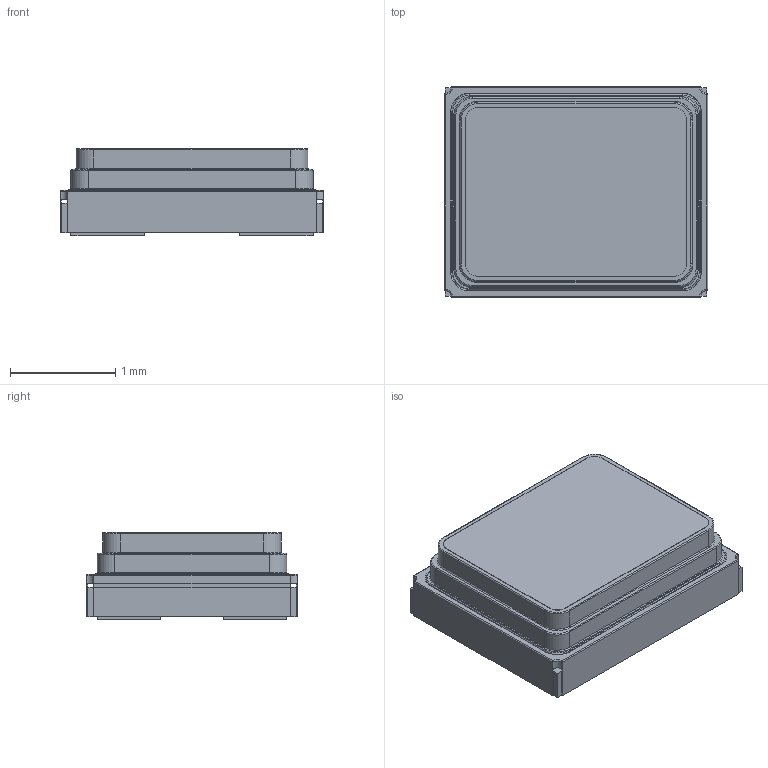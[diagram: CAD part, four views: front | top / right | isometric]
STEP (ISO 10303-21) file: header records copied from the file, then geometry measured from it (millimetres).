
FILE_DESCRIPTION(/* description */ ('model of Crystal_SMD_2520-4Pin_2.5x2.0mm'),/* implementation_level */ '2;1');
FILE_NAME(/* name */ 'Crystal_SMD_2520-4Pin_2.5x2.0mm.step',/* time_stamp */ '2024-01-21T13:08:09',/* author */ ('KiCAD','kicad'),/* organization */ ('OCCT'),/* preprocessor_version */ '',/* originating_system */ 'KiCAD',/* authorisation */ '');
FILE_SCHEMA(('AUTOMOTIVE_DESIGN { 1 0 10303 214 1 1 1 1 }'));
Length unit declared in the file: millimetre
Products named in the file (1): Crystal_SMD_2520-4Pin_2.5x2.0mm
Bounding box: 2.5 x 2 x 0.83 mm (x, y, z)
Volume: 3.6 mm3; surface area: 18.5 mm2
Topology: 1 solids, 1 shells, 168 faces, 404 edges, 240 vertices
Faces by surface type: plane 72, cylinder 60, torus 36
Entity records: 6791 total; most frequent: CARTESIAN_POINT 965, DIRECTION 894, ORIENTED_EDGE 808, EDGE_CURVE 404, AXIS2_PLACEMENT_3D 329, VERTEX_POINT 240, LINE 236, VECTOR 236
